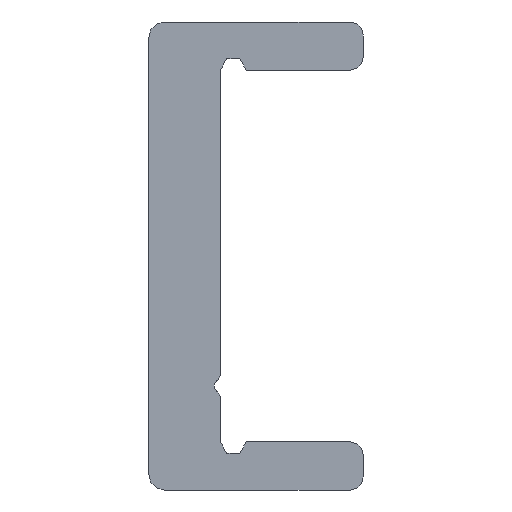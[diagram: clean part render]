
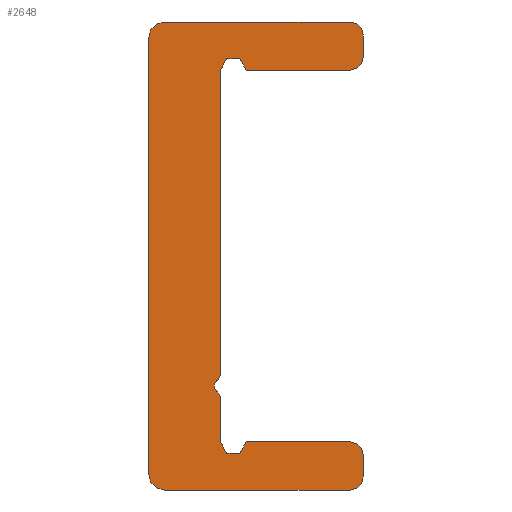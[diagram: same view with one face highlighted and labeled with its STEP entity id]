
A CAD part, left-side view. The second image highlights one B-rep face of the part: STEP entity #2648.
In plain terms, the highlighted planar face has unit normal (-1, 0, 0).
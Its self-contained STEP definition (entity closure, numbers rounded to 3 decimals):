
#1806=CARTESIAN_POINT('',(0.0,1.375,-4.567));
#1807=VERTEX_POINT('',#1806);
#1814=CARTESIAN_POINT('',(0.0,1.5,-4.783));
#1815=VERTEX_POINT('',#1814);
#1816=CARTESIAN_POINT('',(0.0,1.625,-4.567));
#1817=DIRECTION('',(1.0,0.0,0.0));
#1818=DIRECTION('',(0.0,-1.0,0.0));
#1819=AXIS2_PLACEMENT_3D('',#1816,#1817,#1818);
#1820=CIRCLE('',#1819,0.25);
#1821=EDGE_CURVE('',#1807,#1815,#1820,.T.);
#1931=CARTESIAN_POINT('',(0.0,1.375,7.15));
#1932=VERTEX_POINT('',#1931);
#1939=CARTESIAN_POINT('',(0.0,1.375,7.15));
#1940=DIRECTION('',(0.0,0.0,-1.0));
#1941=VECTOR('',#1940,11.717);
#1942=LINE('',#1939,#1941);
#1943=EDGE_CURVE('',#1932,#1807,#1942,.T.);
#2005=CARTESIAN_POINT('',(0.0,-4.125,-8.5));
#2006=VERTEX_POINT('',#2005);
#2013=CARTESIAN_POINT('',(0.0,-3.625,-9.0));
#2014=VERTEX_POINT('',#2013);
#2015=CARTESIAN_POINT('',(0.0,-3.625,-8.5));
#2016=DIRECTION('',(1.0,0.0,0.0));
#2017=DIRECTION('',(0.0,-1.0,0.0));
#2018=AXIS2_PLACEMENT_3D('',#2015,#2016,#2017);
#2019=CIRCLE('',#2018,0.5);
#2020=EDGE_CURVE('',#2006,#2014,#2019,.T.);
#2044=CARTESIAN_POINT('',(0.0,-4.125,-7.65));
#2045=VERTEX_POINT('',#2044);
#2052=CARTESIAN_POINT('',(0.0,-4.125,-7.65));
#2053=DIRECTION('',(0.0,0.0,-1.0));
#2054=VECTOR('',#2053,0.85);
#2055=LINE('',#2052,#2054);
#2056=EDGE_CURVE('',#2045,#2006,#2055,.T.);
#2076=CARTESIAN_POINT('',(0.0,-3.625,-7.15));
#2077=VERTEX_POINT('',#2076);
#2084=CARTESIAN_POINT('',(0.0,-3.625,-7.65));
#2085=DIRECTION('',(1.0,0.0,0.0));
#2086=DIRECTION('',(0.0,0.0,1.0));
#2087=AXIS2_PLACEMENT_3D('',#2084,#2085,#2086);
#2088=CIRCLE('',#2087,0.5);
#2089=EDGE_CURVE('',#2077,#2045,#2088,.T.);
#2108=CARTESIAN_POINT('',(0.0,0.375,-7.15));
#2109=VERTEX_POINT('',#2108);
#2116=CARTESIAN_POINT('',(0.0,0.375,-7.15));
#2117=DIRECTION('',(0.0,-1.0,0.0));
#2118=VECTOR('',#2117,4.);
#2119=LINE('',#2116,#2118);
#2120=EDGE_CURVE('',#2109,#2077,#2119,.T.);
#2140=CARTESIAN_POINT('',(0.0,1.375,-7.15));
#2141=VERTEX_POINT('',#2140);
#2148=CARTESIAN_POINT('',(0.0,0.875,-7.15));
#2149=DIRECTION('',(-1.0,0.0,0.0));
#2150=DIRECTION('',(0.0,1.,0.));
#2151=AXIS2_PLACEMENT_3D('',#2148,#2149,#2150);
#2152=CIRCLE('',#2151,0.5);
#2153=EDGE_CURVE('',#2141,#2109,#2152,.T.);
#2172=CARTESIAN_POINT('',(0.0,1.375,-5.433));
#2173=VERTEX_POINT('',#2172);
#2180=CARTESIAN_POINT('',(0.0,1.375,-5.433));
#2181=DIRECTION('',(0.0,0.0,-1.0));
#2182=VECTOR('',#2181,1.717);
#2183=LINE('',#2180,#2182);
#2184=EDGE_CURVE('',#2173,#2141,#2183,.T.);
#2204=CARTESIAN_POINT('',(0.0,1.5,-5.217));
#2205=VERTEX_POINT('',#2204);
#2212=CARTESIAN_POINT('',(0.0,1.625,-5.433));
#2213=DIRECTION('',(1.0,0.0,0.0));
#2214=DIRECTION('',(0.0,-0.5,0.866));
#2215=AXIS2_PLACEMENT_3D('',#2212,#2213,#2214);
#2216=CIRCLE('',#2215,0.25);
#2217=EDGE_CURVE('',#2205,#2173,#2216,.T.);
#2236=CARTESIAN_POINT('',(0.0,1.375,-5.0));
#2237=DIRECTION('',(-1.0,0.0,0.0));
#2238=DIRECTION('',(0.0,-0.5,0.866));
#2239=AXIS2_PLACEMENT_3D('',#2236,#2237,#2238);
#2240=CIRCLE('',#2239,0.25);
#2241=EDGE_CURVE('',#1815,#2205,#2240,.T.);
#2261=CARTESIAN_POINT('',(0.0,0.375,7.15));
#2262=VERTEX_POINT('',#2261);
#2269=CARTESIAN_POINT('',(0.0,0.875,7.15));
#2270=DIRECTION('',(-1.0,0.0,0.0));
#2271=DIRECTION('',(0.0,-1.0,0.0));
#2272=AXIS2_PLACEMENT_3D('',#2269,#2270,#2271);
#2273=CIRCLE('',#2272,0.5);
#2274=EDGE_CURVE('',#2262,#1932,#2273,.T.);
#2293=CARTESIAN_POINT('',(0.0,-3.625,7.15));
#2294=VERTEX_POINT('',#2293);
#2301=CARTESIAN_POINT('',(0.0,-3.625,7.15));
#2302=DIRECTION('',(0.0,1.0,0.0));
#2303=VECTOR('',#2302,4.0);
#2304=LINE('',#2301,#2303);
#2305=EDGE_CURVE('',#2294,#2262,#2304,.T.);
#2325=CARTESIAN_POINT('',(0.0,-4.125,7.65));
#2326=VERTEX_POINT('',#2325);
#2333=CARTESIAN_POINT('',(0.0,-3.625,7.65));
#2334=DIRECTION('',(1.0,0.0,0.0));
#2335=DIRECTION('',(0.0,-1.0,0.0));
#2336=AXIS2_PLACEMENT_3D('',#2333,#2334,#2335);
#2337=CIRCLE('',#2336,0.5);
#2338=EDGE_CURVE('',#2326,#2294,#2337,.T.);
#2357=CARTESIAN_POINT('',(0.0,-4.125,8.5));
#2358=VERTEX_POINT('',#2357);
#2365=CARTESIAN_POINT('',(0.0,-4.125,8.5));
#2366=DIRECTION('',(0.0,0.0,-1.0));
#2367=VECTOR('',#2366,0.85);
#2368=LINE('',#2365,#2367);
#2369=EDGE_CURVE('',#2358,#2326,#2368,.T.);
#2389=CARTESIAN_POINT('',(0.0,-3.625,9.0));
#2390=VERTEX_POINT('',#2389);
#2397=CARTESIAN_POINT('',(0.0,-3.625,8.5));
#2398=DIRECTION('',(1.0,0.0,0.0));
#2399=DIRECTION('',(0.0,0.0,1.0));
#2400=AXIS2_PLACEMENT_3D('',#2397,#2398,#2399);
#2401=CIRCLE('',#2400,0.5);
#2402=EDGE_CURVE('',#2390,#2358,#2401,.T.);
#2421=CARTESIAN_POINT('',(0.0,3.525,9.0));
#2422=VERTEX_POINT('',#2421);
#2429=CARTESIAN_POINT('',(0.0,3.525,9.0));
#2430=DIRECTION('',(0.0,-1.0,0.0));
#2431=VECTOR('',#2430,7.15);
#2432=LINE('',#2429,#2431);
#2433=EDGE_CURVE('',#2422,#2390,#2432,.T.);
#2453=CARTESIAN_POINT('',(0.0,4.125,8.4));
#2454=VERTEX_POINT('',#2453);
#2461=CARTESIAN_POINT('',(0.0,3.525,8.4));
#2462=DIRECTION('',(1.0,0.0,0.0));
#2463=DIRECTION('',(0.0,1.0,0.0));
#2464=AXIS2_PLACEMENT_3D('',#2461,#2462,#2463);
#2465=CIRCLE('',#2464,0.6);
#2466=EDGE_CURVE('',#2454,#2422,#2465,.T.);
#2485=CARTESIAN_POINT('',(0.0,4.125,-8.4));
#2486=VERTEX_POINT('',#2485);
#2493=CARTESIAN_POINT('',(0.0,4.125,-8.4));
#2494=DIRECTION('',(0.0,0.0,1.0));
#2495=VECTOR('',#2494,16.8);
#2496=LINE('',#2493,#2495);
#2497=EDGE_CURVE('',#2486,#2454,#2496,.T.);
#2580=CARTESIAN_POINT('',(0.0,3.525,-9.0));
#2581=VERTEX_POINT('',#2580);
#2588=CARTESIAN_POINT('',(0.0,3.525,-8.4));
#2589=DIRECTION('',(1.0,0.0,0.0));
#2590=DIRECTION('',(0.0,0.0,-1.0));
#2591=AXIS2_PLACEMENT_3D('',#2588,#2589,#2590);
#2592=CIRCLE('',#2591,0.6);
#2593=EDGE_CURVE('',#2581,#2486,#2592,.T.);
#2611=CARTESIAN_POINT('',(0.0,-3.625,-9.0));
#2612=DIRECTION('',(0.0,1.0,0.0));
#2613=VECTOR('',#2612,7.15);
#2614=LINE('',#2611,#2613);
#2615=EDGE_CURVE('',#2014,#2581,#2614,.T.);
#2621=CARTESIAN_POINT('',(0.0,1.046,-0.014));
#2622=DIRECTION('',(1.0,0.0,0.0));
#2623=DIRECTION('',(0.0,0.0,-1.0));
#2624=AXIS2_PLACEMENT_3D('',#2621,#2622,#2623);
#2625=PLANE('',#2624);
#2626=ORIENTED_EDGE('',*,*,#2615,.F.);
#2627=ORIENTED_EDGE('',*,*,#2020,.F.);
#2628=ORIENTED_EDGE('',*,*,#2056,.F.);
#2629=ORIENTED_EDGE('',*,*,#2089,.F.);
#2630=ORIENTED_EDGE('',*,*,#2120,.F.);
#2631=ORIENTED_EDGE('',*,*,#2153,.F.);
#2632=ORIENTED_EDGE('',*,*,#2184,.F.);
#2633=ORIENTED_EDGE('',*,*,#2217,.F.);
#2634=ORIENTED_EDGE('',*,*,#2241,.F.);
#2635=ORIENTED_EDGE('',*,*,#1821,.F.);
#2636=ORIENTED_EDGE('',*,*,#1943,.F.);
#2637=ORIENTED_EDGE('',*,*,#2274,.F.);
#2638=ORIENTED_EDGE('',*,*,#2305,.F.);
#2639=ORIENTED_EDGE('',*,*,#2338,.F.);
#2640=ORIENTED_EDGE('',*,*,#2369,.F.);
#2641=ORIENTED_EDGE('',*,*,#2402,.F.);
#2642=ORIENTED_EDGE('',*,*,#2433,.F.);
#2643=ORIENTED_EDGE('',*,*,#2466,.F.);
#2644=ORIENTED_EDGE('',*,*,#2497,.F.);
#2645=ORIENTED_EDGE('',*,*,#2593,.F.);
#2646=EDGE_LOOP('',(#2626,#2627,#2628,#2629,#2630,#2631,#2632,#2633,#2634,#2635,#2636,#2637,#2638,#2639,#2640,#2641,#2642,#2643,#2644,#2645));
#2647=FACE_OUTER_BOUND('',#2646,.T.);
#2648=ADVANCED_FACE('',(#2647),#2625,.F.);
